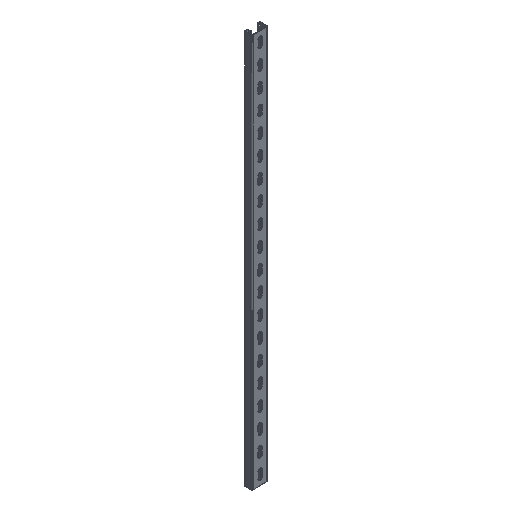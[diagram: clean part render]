
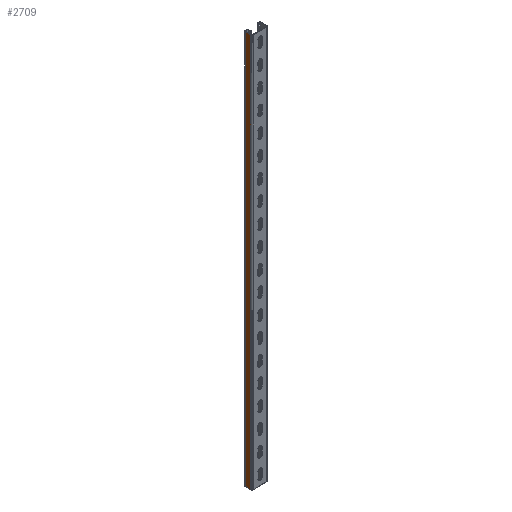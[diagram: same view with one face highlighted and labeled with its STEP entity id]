
A CAD part, isometric view. The second image highlights one B-rep face of the part: STEP entity #2709.
In plain terms, the highlighted planar face has unit normal (-1, 0, 0).
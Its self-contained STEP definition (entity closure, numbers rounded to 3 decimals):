
#269 = EDGE_LOOP ( 'NONE', ( #3081, #3152, #3223, #3080 ) ) ;
#357 = VERTEX_POINT ( 'NONE', #3022 ) ;
#394 = VERTEX_POINT ( 'NONE', #2985 ) ;
#424 = VERTEX_POINT ( 'NONE', #2975 ) ;
#504 = VERTEX_POINT ( 'NONE', #2904 ) ;
#906 = VECTOR ( 'NONE', #1437, 1000. ) ;
#915 = LINE ( 'NONE', #1432, #906 ) ;
#1235 = CARTESIAN_POINT ( 'NONE',  ( -20.5, 17.5, 1500. ) ) ;
#1242 = DIRECTION ( 'NONE',  ( 0., 0., -1. ) ) ;
#1256 = CARTESIAN_POINT ( 'NONE',  ( -20.5, 3.5, 1500. ) ) ;
#1259 = DIRECTION ( 'NONE',  ( 0., 1., 0. ) ) ;
#1260 = DIRECTION ( 'NONE',  ( 1., 0., 0. ) ) ;
#1262 = PLANE ( 'NONE',  #3323 ) ;
#1334 = LINE ( 'NONE', #2847, #1337 ) ;
#1337 = VECTOR ( 'NONE', #2848, 1000. ) ;
#1343 = LINE ( 'NONE', #2853, #1345 ) ;
#1345 = VECTOR ( 'NONE', #2854, 1000. ) ;
#1432 = CARTESIAN_POINT ( 'NONE',  ( -20.5, 21., 500. ) ) ;
#1437 = DIRECTION ( 'NONE',  ( 0., 1., 0. ) ) ;
#1957 = FACE_OUTER_BOUND ( 'NONE', #269, .T. ) ;
#2078 = LINE ( 'NONE', #1256, #2149 ) ;
#2149 = VECTOR ( 'NONE', #1242, 1000. ) ;
#2709 = ADVANCED_FACE ( 'NONE', ( #1957 ), #1262, .F. ) ;
#2847 = CARTESIAN_POINT ( 'NONE',  ( -20.5, 21., -500. ) ) ;
#2848 = DIRECTION ( 'NONE',  ( 0., -1., 0. ) ) ;
#2853 = CARTESIAN_POINT ( 'NONE',  ( -20.5, 17.5, 1500. ) ) ;
#2854 = DIRECTION ( 'NONE',  ( 0., 0., -1. ) ) ;
#2904 = CARTESIAN_POINT ( 'NONE',  ( -20.5, 3.5, 500. ) ) ;
#2975 = CARTESIAN_POINT ( 'NONE',  ( -20.5, 3.5, -500. ) ) ;
#2985 = CARTESIAN_POINT ( 'NONE',  ( -20.5, 17.5, -500. ) ) ;
#3022 = CARTESIAN_POINT ( 'NONE',  ( -20.5, 17.5, 500. ) ) ;
#3080 = ORIENTED_EDGE ( 'NONE', *, *, #3347, .F. ) ;
#3081 = ORIENTED_EDGE ( 'NONE', *, *, #3570, .T. ) ;
#3152 = ORIENTED_EDGE ( 'NONE', *, *, #3706, .T. ) ;
#3223 = ORIENTED_EDGE ( 'NONE', *, *, #3700, .T. ) ;
#3323 = AXIS2_PLACEMENT_3D ( 'NONE', #1235, #1260, #1259 ) ;
#3347 = EDGE_CURVE ( 'NONE', #504, #424, #2078, .T. ) ;
#3570 = EDGE_CURVE ( 'NONE', #504, #357, #915, .T. ) ;
#3700 = EDGE_CURVE ( 'NONE', #394, #424, #1334, .T. ) ;
#3706 = EDGE_CURVE ( 'NONE', #357, #394, #1343, .T. ) ;
